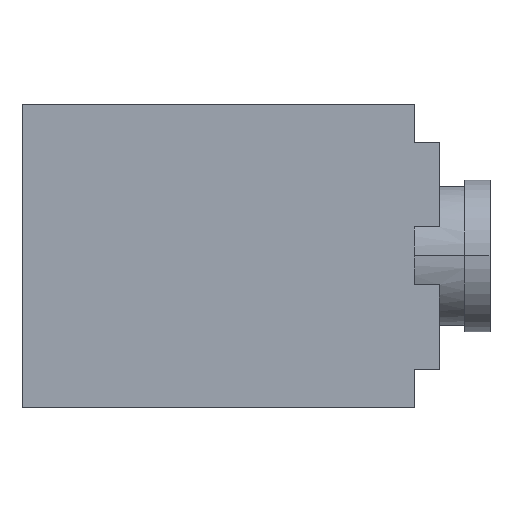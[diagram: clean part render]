
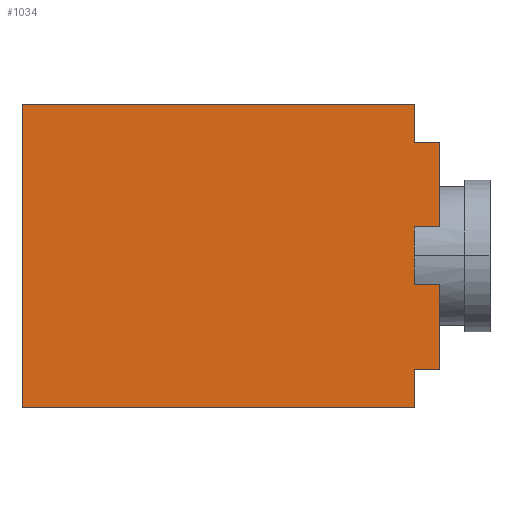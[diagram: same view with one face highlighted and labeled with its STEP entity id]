
A CAD part, top view. The second image highlights one B-rep face of the part: STEP entity #1034.
In plain terms, the highlighted planar face has unit normal (0, 0, 1).
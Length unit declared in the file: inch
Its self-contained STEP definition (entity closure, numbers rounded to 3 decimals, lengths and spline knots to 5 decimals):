
#31 = ORIENTED_EDGE ( 'NONE', *, *, #907, .T. ) ;
#55 = DIRECTION ( 'NONE',  ( 1., 0., 0. ) ) ;
#89 = EDGE_CURVE ( 'NONE', #1234, #3237, #1409, .T. ) ;
#114 = DIRECTION ( 'NONE',  ( 1., 0., 0. ) ) ;
#115 = VECTOR ( 'NONE', #492, 39.37008 ) ;
#145 = EDGE_CURVE ( 'NONE', #2152, #1588, #232, .T. ) ;
#150 = VECTOR ( 'NONE', #471, 39.37008 ) ;
#216 = DIRECTION ( 'NONE',  ( -1., 0., 0. ) ) ;
#232 = LINE ( 'NONE', #1506, #150 ) ;
#323 = CARTESIAN_POINT ( 'NONE',  ( 0.26686, 0.0451, 0.09843 ) ) ;
#371 = VECTOR ( 'NONE', #55, 39.37008 ) ;
#400 = DIRECTION ( 'NONE',  ( -1., 0., 0. ) ) ;
#450 = DIRECTION ( 'NONE',  ( 0., -1., 0. ) ) ;
#471 = DIRECTION ( 'NONE',  ( 1., 0., 0. ) ) ;
#475 = VERTEX_POINT ( 'NONE', #2750 ) ;
#492 = DIRECTION ( 'NONE',  ( 0., -1., 0. ) ) ;
#501 = CARTESIAN_POINT ( 'NONE',  ( -0.07874, 0.17717, 0.09843 ) ) ;
#530 = CARTESIAN_POINT ( 'NONE',  ( -0.11811, -0.23622, 0.09843 ) ) ;
#617 = LINE ( 'NONE', #1641, #3078 ) ;
#637 = VERTEX_POINT ( 'NONE', #2989 ) ;
#708 = ORIENTED_EDGE ( 'NONE', *, *, #2616, .F. ) ;
#745 = CARTESIAN_POINT ( 'NONE',  ( -0.11811, 0.23622, 0.09843 ) ) ;
#795 = LINE ( 'NONE', #2036, #3202 ) ;
#822 = ORIENTED_EDGE ( 'NONE', *, *, #89, .F. ) ;
#833 = CARTESIAN_POINT ( 'NONE',  ( -0.11811, 0.23622, 0.09843 ) ) ;
#861 = VECTOR ( 'NONE', #450, 39.37008 ) ;
#876 = DIRECTION ( 'NONE',  ( 0., -1., 0. ) ) ;
#907 = EDGE_CURVE ( 'NONE', #2875, #2402, #2221, .T. ) ;
#920 = VERTEX_POINT ( 'NONE', #1143 ) ;
#921 = DIRECTION ( 'NONE',  ( 0., -1., 0. ) ) ;
#967 = CARTESIAN_POINT ( 'NONE',  ( -0.07874, -0.17717, 0.09843 ) ) ;
#1034 = ADVANCED_FACE ( 'NONE', ( #1939 ), #2691, .F. ) ;
#1053 = ORIENTED_EDGE ( 'NONE', *, *, #1268, .F. ) ;
#1119 = ORIENTED_EDGE ( 'NONE', *, *, #145, .T. ) ;
#1133 = VERTEX_POINT ( 'NONE', #2887 ) ;
#1143 = CARTESIAN_POINT ( 'NONE',  ( -0.11811, -0.17717, 0.09843 ) ) ;
#1158 = AXIS2_PLACEMENT_3D ( 'NONE', #745, #2774, #1256 ) ;
#1161 = CARTESIAN_POINT ( 'NONE',  ( -0.11811, 0.23622, 0.09843 ) ) ;
#1206 = ORIENTED_EDGE ( 'NONE', *, *, #2839, .T. ) ;
#1234 = VERTEX_POINT ( 'NONE', #2504 ) ;
#1254 = VECTOR ( 'NONE', #2761, 39.37008 ) ;
#1256 = DIRECTION ( 'NONE',  ( -1., 0., 0. ) ) ;
#1268 = EDGE_CURVE ( 'NONE', #2875, #2324, #1751, .T. ) ;
#1409 = LINE ( 'NONE', #1161, #2918 ) ;
#1466 = ORIENTED_EDGE ( 'NONE', *, *, #2280, .T. ) ;
#1484 = VECTOR ( 'NONE', #400, 39.37008 ) ;
#1506 = CARTESIAN_POINT ( 'NONE',  ( -0.11811, -0.23622, 0.09843 ) ) ;
#1548 = DIRECTION ( 'NONE',  ( -1., 0., 0. ) ) ;
#1588 = VERTEX_POINT ( 'NONE', #530 ) ;
#1630 = ORIENTED_EDGE ( 'NONE', *, *, #2192, .F. ) ;
#1641 = CARTESIAN_POINT ( 'NONE',  ( -0.07874, 0.17717, 0.09843 ) ) ;
#1733 = CARTESIAN_POINT ( 'NONE',  ( -0.07874, 0.17717, 0.09843 ) ) ;
#1751 = LINE ( 'NONE', #1733, #1254 ) ;
#1793 = LINE ( 'NONE', #2769, #115 ) ;
#1904 = ORIENTED_EDGE ( 'NONE', *, *, #3282, .F. ) ;
#1939 = FACE_OUTER_BOUND ( 'NONE', #2791, .T. ) ;
#2003 = LINE ( 'NONE', #2477, #2981 ) ;
#2036 = CARTESIAN_POINT ( 'NONE',  ( -0.07874, -0.17717, 0.09843 ) ) ;
#2069 = VECTOR ( 'NONE', #216, 39.37008 ) ;
#2152 = VERTEX_POINT ( 'NONE', #3094 ) ;
#2160 = VERTEX_POINT ( 'NONE', #2950 ) ;
#2192 = EDGE_CURVE ( 'NONE', #2160, #637, #617, .T. ) ;
#2221 = LINE ( 'NONE', #2490, #1484 ) ;
#2280 = EDGE_CURVE ( 'NONE', #1234, #2152, #2003, .T. ) ;
#2302 = EDGE_CURVE ( 'NONE', #2160, #1133, #2784, .T. ) ;
#2324 = VERTEX_POINT ( 'NONE', #967 ) ;
#2325 = CARTESIAN_POINT ( 'NONE',  ( -0.07874, -0.0451, 0.09843 ) ) ;
#2375 = CARTESIAN_POINT ( 'NONE',  ( -0.11811, 0.23622, 0.09843 ) ) ;
#2402 = VERTEX_POINT ( 'NONE', #2606 ) ;
#2441 = EDGE_CURVE ( 'NONE', #475, #2402, #3144, .T. ) ;
#2477 = CARTESIAN_POINT ( 'NONE',  ( -0.72835, 0.23622, 0.09843 ) ) ;
#2490 = CARTESIAN_POINT ( 'NONE',  ( 0.26686, -0.0451, 0.09843 ) ) ;
#2493 = DIRECTION ( 'NONE',  ( 0., -1., 0. ) ) ;
#2504 = CARTESIAN_POINT ( 'NONE',  ( -0.72835, 0.23622, 0.09843 ) ) ;
#2537 = ORIENTED_EDGE ( 'NONE', *, *, #2302, .T. ) ;
#2606 = CARTESIAN_POINT ( 'NONE',  ( -0.11811, -0.0451, 0.09843 ) ) ;
#2616 = EDGE_CURVE ( 'NONE', #2324, #920, #795, .T. ) ;
#2691 = PLANE ( 'NONE',  #1158 ) ;
#2750 = CARTESIAN_POINT ( 'NONE',  ( -0.11811, 0.0451, 0.09843 ) ) ;
#2761 = DIRECTION ( 'NONE',  ( 0., -1., 0. ) ) ;
#2769 = CARTESIAN_POINT ( 'NONE',  ( -0.11811, 0.23622, 0.09843 ) ) ;
#2774 = DIRECTION ( 'NONE',  ( 0., 0., -1. ) ) ;
#2776 = ORIENTED_EDGE ( 'NONE', *, *, #2441, .F. ) ;
#2784 = LINE ( 'NONE', #501, #2069 ) ;
#2791 = EDGE_LOOP ( 'NONE', ( #822, #1466, #1119, #2867, #708, #1053, #31, #2776, #1206, #1630, #2537, #1904 ) ) ;
#2810 = VECTOR ( 'NONE', #921, 39.37008 ) ;
#2839 = EDGE_CURVE ( 'NONE', #475, #637, #3055, .T. ) ;
#2867 = ORIENTED_EDGE ( 'NONE', *, *, #3153, .F. ) ;
#2875 = VERTEX_POINT ( 'NONE', #2325 ) ;
#2887 = CARTESIAN_POINT ( 'NONE',  ( -0.11811, 0.17717, 0.09843 ) ) ;
#2918 = VECTOR ( 'NONE', #114, 39.37008 ) ;
#2950 = CARTESIAN_POINT ( 'NONE',  ( -0.07874, 0.17717, 0.09843 ) ) ;
#2981 = VECTOR ( 'NONE', #2493, 39.37008 ) ;
#2989 = CARTESIAN_POINT ( 'NONE',  ( -0.07874, 0.0451, 0.09843 ) ) ;
#3055 = LINE ( 'NONE', #323, #371 ) ;
#3078 = VECTOR ( 'NONE', #876, 39.37008 ) ;
#3094 = CARTESIAN_POINT ( 'NONE',  ( -0.72835, -0.23622, 0.09843 ) ) ;
#3144 = LINE ( 'NONE', #2375, #2810 ) ;
#3153 = EDGE_CURVE ( 'NONE', #920, #1588, #1793, .T. ) ;
#3200 = LINE ( 'NONE', #3248, #861 ) ;
#3202 = VECTOR ( 'NONE', #1548, 39.37008 ) ;
#3237 = VERTEX_POINT ( 'NONE', #833 ) ;
#3248 = CARTESIAN_POINT ( 'NONE',  ( -0.11811, 0.23622, 0.09843 ) ) ;
#3282 = EDGE_CURVE ( 'NONE', #3237, #1133, #3200, .T. ) ;
